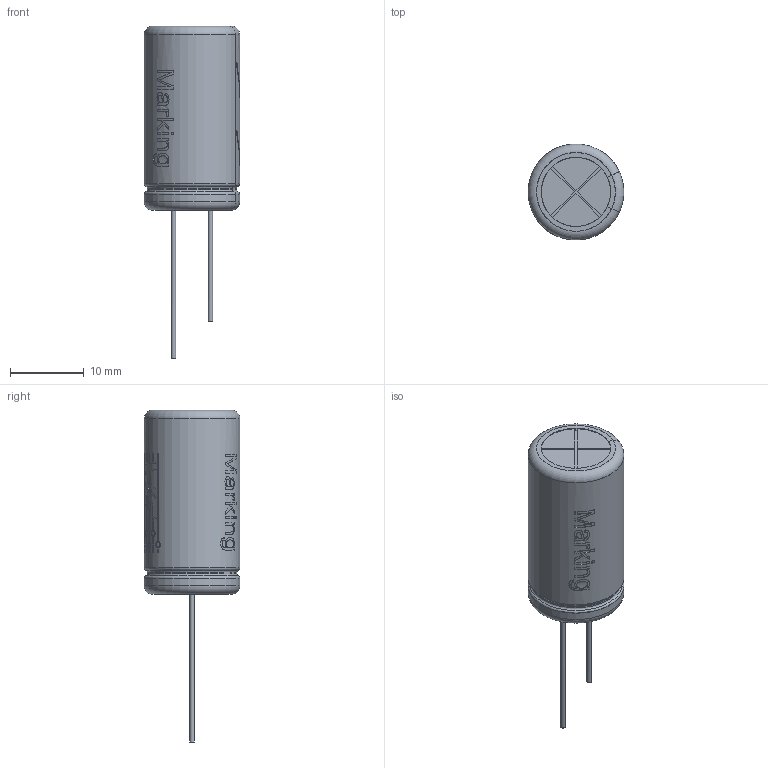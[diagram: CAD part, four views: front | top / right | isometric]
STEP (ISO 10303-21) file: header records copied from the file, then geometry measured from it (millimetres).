
FILE_DESCRIPTION(/* description */ ('Unknown'),/* implementation_level */ '2;1');
FILE_NAME(/* name */ 'CP_Wurth_WCAP-ATET_L25mm_D13mm_P5mm_LeadDiameter0.6mm',/* time_stamp */ '2022-09-15T09:44:02+08:00',/* author */ ('Unknown'),/* organization */ ('Unknown'),/* preprocessor_version */ 'ST-DEVELOPER v16.7',/* originating_system */ 'Solid Edge',/* authorisation */ 'Unknown');
FILE_SCHEMA (('AUTOMOTIVE_DESIGN {1 0 10303 214 3 1 1}'));
Length unit declared in the file: millimetre
Products named in the file (2): CP_Wurth_WCAP-ATET_L25mm_D13mm_P5mm_LeadDiameter0.6mm; C_Wurth_WCAP-ATET_L25mm_D13mm_P5mm_LeadDiameter0.6mm
Assembly tree (1 placements, depth 2):
  CP_Wurth_WCAP-ATET_L25mm_D13mm_P5mm_LeadDiameter0.6mm
    C_Wurth_WCAP-ATET_L25mm_D13mm_P5mm_LeadDiameter0.6mm
Bounding box: 12.97 x 12.98 x 45 mm (x, y, z)
Volume: 3253.1 mm3; surface area: 3735.2 mm2
Topology: 2 solids, 3 shells, 518 faces, 1314 edges, 871 vertices
Faces by surface type: plane 310, cylinder 98, bspline 86, torus 24
Full cylindrical faces by diameter (mm): 0.6 x2, 1.444 x1, 1.806 x1, 2.889 x1, 3.25 x1, 7.222 x1, 7.583 x1, 8.667 x1, 9.028 x1, 9.389 x2, 10.686 x2, 11.942 x1, 11.962 x1, 12.78 x2, 12.8 x2
Entity records: 26191 total; most frequent: CARTESIAN_POINT 10473, ORIENTED_EDGE 2534, DIRECTION 2319, EDGE_CURVE 1267, VERTEX_POINT 865, AXIS2_PLACEMENT_3D 825, LINE 669, VECTOR 669
